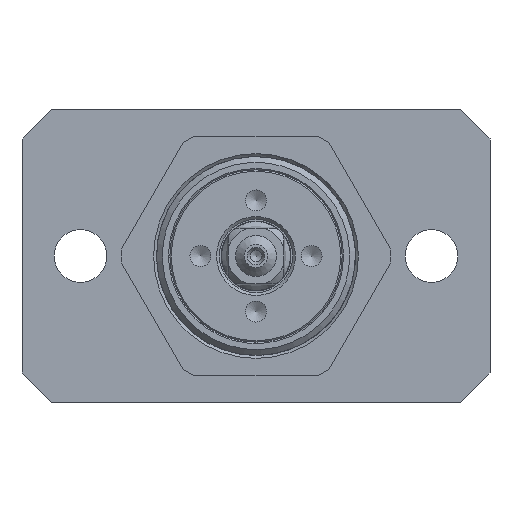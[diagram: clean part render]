
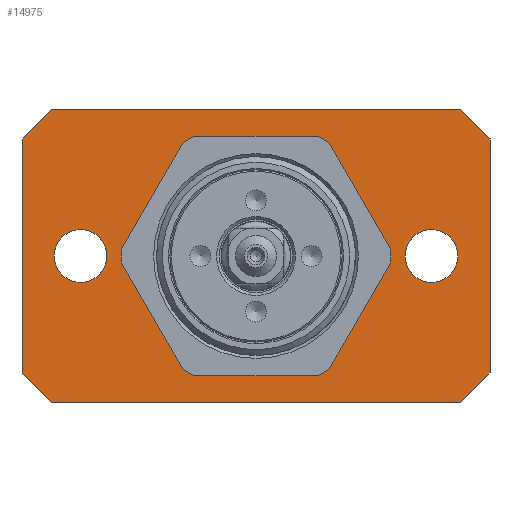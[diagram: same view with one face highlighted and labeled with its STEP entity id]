
A CAD part, front view. The second image highlights one B-rep face of the part: STEP entity #14975.
In plain terms, the highlighted planar face has unit normal (0, -1, 0).
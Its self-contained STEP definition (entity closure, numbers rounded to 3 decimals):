
#836=FACE_BOUND('',#2135,.T.);
#837=FACE_BOUND('',#2136,.T.);
#838=FACE_BOUND('',#2137,.T.);
#1105=FACE_OUTER_BOUND('',#2134,.T.);
#2134=EDGE_LOOP('',(#9991,#9992,#9993,#9994,#9995,#9996,#9997,#9998));
#2135=EDGE_LOOP('',(#9999,#10000,#10001,#10002,#10003,#10004,#10005,#10006,
#10007,#10008,#10009,#10010));
#2136=EDGE_LOOP('',(#10011));
#2137=EDGE_LOOP('',(#10012));
#3486=CIRCLE('',#16228,23.);
#3487=CIRCLE('',#16231,23.);
#3488=CIRCLE('',#16234,23.);
#3489=CIRCLE('',#16237,23.);
#3490=CIRCLE('',#16240,23.);
#3491=CIRCLE('',#16243,23.);
#3513=CIRCLE('',#16285,4.5);
#3514=CIRCLE('',#16286,4.5);
#4304=LINE('',#24111,#5155);
#4307=LINE('',#24119,#5158);
#4310=LINE('',#24127,#5161);
#4313=LINE('',#24135,#5164);
#4316=LINE('',#24143,#5167);
#4319=LINE('',#24150,#5170);
#4320=LINE('',#24445,#5171);
#4321=LINE('',#24447,#5172);
#4322=LINE('',#24449,#5173);
#4323=LINE('',#24451,#5174);
#4324=LINE('',#24453,#5175);
#4325=LINE('',#24455,#5176);
#4326=LINE('',#24457,#5177);
#4327=LINE('',#24458,#5178);
#5155=VECTOR('',#18753,10.);
#5158=VECTOR('',#18762,10.);
#5161=VECTOR('',#18771,10.);
#5164=VECTOR('',#18780,10.);
#5167=VECTOR('',#18789,10.);
#5170=VECTOR('',#18798,10.);
#5171=VECTOR('',#18879,10.);
#5172=VECTOR('',#18880,10.);
#5173=VECTOR('',#18881,10.);
#5174=VECTOR('',#18882,10.);
#5175=VECTOR('',#18883,10.);
#5176=VECTOR('',#18884,10.);
#5177=VECTOR('',#18885,10.);
#5178=VECTOR('',#18886,10.);
#6320=VERTEX_POINT('',#24104);
#6321=VERTEX_POINT('',#24105);
#6322=VERTEX_POINT('',#24110);
#6323=VERTEX_POINT('',#24114);
#6324=VERTEX_POINT('',#24118);
#6325=VERTEX_POINT('',#24122);
#6326=VERTEX_POINT('',#24126);
#6327=VERTEX_POINT('',#24130);
#6328=VERTEX_POINT('',#24134);
#6329=VERTEX_POINT('',#24138);
#6330=VERTEX_POINT('',#24142);
#6331=VERTEX_POINT('',#24146);
#6362=VERTEX_POINT('',#24443);
#6363=VERTEX_POINT('',#24444);
#6364=VERTEX_POINT('',#24446);
#6365=VERTEX_POINT('',#24448);
#6366=VERTEX_POINT('',#24450);
#6367=VERTEX_POINT('',#24452);
#6368=VERTEX_POINT('',#24454);
#6369=VERTEX_POINT('',#24456);
#6370=VERTEX_POINT('',#24459);
#6371=VERTEX_POINT('',#24461);
#7753=EDGE_CURVE('',#6320,#6321,#3486,.T.);
#7756=EDGE_CURVE('',#6322,#6320,#4304,.T.);
#7758=EDGE_CURVE('',#6323,#6322,#3487,.T.);
#7760=EDGE_CURVE('',#6324,#6323,#4307,.T.);
#7762=EDGE_CURVE('',#6325,#6324,#3488,.T.);
#7764=EDGE_CURVE('',#6326,#6325,#4310,.T.);
#7766=EDGE_CURVE('',#6327,#6326,#3489,.T.);
#7768=EDGE_CURVE('',#6328,#6327,#4313,.T.);
#7770=EDGE_CURVE('',#6329,#6328,#3490,.T.);
#7772=EDGE_CURVE('',#6330,#6329,#4316,.T.);
#7774=EDGE_CURVE('',#6331,#6330,#3491,.T.);
#7776=EDGE_CURVE('',#6321,#6331,#4319,.T.);
#7812=EDGE_CURVE('',#6362,#6363,#4320,.T.);
#7813=EDGE_CURVE('',#6364,#6362,#4321,.T.);
#7814=EDGE_CURVE('',#6365,#6364,#4322,.T.);
#7815=EDGE_CURVE('',#6366,#6365,#4323,.T.);
#7816=EDGE_CURVE('',#6367,#6366,#4324,.T.);
#7817=EDGE_CURVE('',#6368,#6367,#4325,.T.);
#7818=EDGE_CURVE('',#6369,#6368,#4326,.T.);
#7819=EDGE_CURVE('',#6363,#6369,#4327,.T.);
#7820=EDGE_CURVE('',#6370,#6370,#3513,.T.);
#7821=EDGE_CURVE('',#6371,#6371,#3514,.T.);
#9991=ORIENTED_EDGE('',*,*,#7812,.F.);
#9992=ORIENTED_EDGE('',*,*,#7813,.F.);
#9993=ORIENTED_EDGE('',*,*,#7814,.F.);
#9994=ORIENTED_EDGE('',*,*,#7815,.F.);
#9995=ORIENTED_EDGE('',*,*,#7816,.F.);
#9996=ORIENTED_EDGE('',*,*,#7817,.F.);
#9997=ORIENTED_EDGE('',*,*,#7818,.F.);
#9998=ORIENTED_EDGE('',*,*,#7819,.F.);
#9999=ORIENTED_EDGE('',*,*,#7753,.T.);
#10000=ORIENTED_EDGE('',*,*,#7776,.T.);
#10001=ORIENTED_EDGE('',*,*,#7774,.T.);
#10002=ORIENTED_EDGE('',*,*,#7772,.T.);
#10003=ORIENTED_EDGE('',*,*,#7770,.T.);
#10004=ORIENTED_EDGE('',*,*,#7768,.T.);
#10005=ORIENTED_EDGE('',*,*,#7766,.T.);
#10006=ORIENTED_EDGE('',*,*,#7764,.T.);
#10007=ORIENTED_EDGE('',*,*,#7762,.T.);
#10008=ORIENTED_EDGE('',*,*,#7760,.T.);
#10009=ORIENTED_EDGE('',*,*,#7758,.T.);
#10010=ORIENTED_EDGE('',*,*,#7756,.T.);
#10011=ORIENTED_EDGE('',*,*,#7820,.T.);
#10012=ORIENTED_EDGE('',*,*,#7821,.T.);
#13471=PLANE('',#16284);
#14975=ADVANCED_FACE('',(#1105,#836,#837,#838),#13471,.F.);
#16228=AXIS2_PLACEMENT_3D('',#24106,#18747,#18748);
#16231=AXIS2_PLACEMENT_3D('',#24115,#18757,#18758);
#16234=AXIS2_PLACEMENT_3D('',#24123,#18766,#18767);
#16237=AXIS2_PLACEMENT_3D('',#24131,#18775,#18776);
#16240=AXIS2_PLACEMENT_3D('',#24139,#18784,#18785);
#16243=AXIS2_PLACEMENT_3D('',#24147,#18793,#18794);
#16284=AXIS2_PLACEMENT_3D('',#24442,#18877,#18878);
#16285=AXIS2_PLACEMENT_3D('',#24460,#18887,#18888);
#16286=AXIS2_PLACEMENT_3D('',#24462,#18889,#18890);
#18747=DIRECTION('center_axis',(0.,1.,0.));
#18748=DIRECTION('ref_axis',(0.545,0.,-0.838));
#18753=DIRECTION('',(0.5,0.,0.866));
#18757=DIRECTION('center_axis',(0.,1.,0.));
#18758=DIRECTION('ref_axis',(0.999,0.,0.053));
#18762=DIRECTION('',(-0.5,0.,0.866));
#18766=DIRECTION('center_axis',(0.,1.,0.));
#18767=DIRECTION('ref_axis',(0.453,0.,0.891));
#18771=DIRECTION('',(-1.,0.,0.));
#18775=DIRECTION('center_axis',(0.,1.,0.));
#18776=DIRECTION('ref_axis',(-0.545,0.,0.838));
#18780=DIRECTION('',(-0.5,0.,-0.866));
#18784=DIRECTION('center_axis',(0.,1.,0.));
#18785=DIRECTION('ref_axis',(-0.999,0.,-0.053));
#18789=DIRECTION('',(0.5,0.,-0.866));
#18793=DIRECTION('center_axis',(0.,1.,0.));
#18794=DIRECTION('ref_axis',(-0.453,0.,-0.891));
#18798=DIRECTION('',(1.,0.,0.));
#18877=DIRECTION('center_axis',(0.,1.,0.));
#18878=DIRECTION('ref_axis',(-1.,0.,0.));
#18879=DIRECTION('',(-0.707,0.,-0.707));
#18880=DIRECTION('',(0.,0.,-1.));
#18881=DIRECTION('',(0.707,0.,-0.707));
#18882=DIRECTION('',(1.,0.,0.));
#18883=DIRECTION('',(0.707,0.,0.707));
#18884=DIRECTION('',(0.,0.,1.));
#18885=DIRECTION('',(-0.707,0.,0.707));
#18886=DIRECTION('',(-1.,0.,0.));
#18887=DIRECTION('center_axis',(0.,1.,0.));
#18888=DIRECTION('ref_axis',(-1.,0.,0.));
#18889=DIRECTION('center_axis',(0.,1.,0.));
#18890=DIRECTION('ref_axis',(-1.,0.,0.));
#24104=CARTESIAN_POINT('',(-12.539,0.,19.281));
#24105=CARTESIAN_POINT('',(-10.428,0.,20.5));
#24106=CARTESIAN_POINT('Origin',(0.,0.,0.));
#24110=CARTESIAN_POINT('',(-22.968,0.,1.219));
#24111=CARTESIAN_POINT('',(-15.146,0.,14.766));
#24114=CARTESIAN_POINT('',(-22.968,0.,-1.219));
#24115=CARTESIAN_POINT('Origin',(0.,0.,0.));
#24118=CARTESIAN_POINT('',(-12.539,0.,-19.281));
#24119=CARTESIAN_POINT('',(-20.361,0.,-5.734));
#24122=CARTESIAN_POINT('',(-10.428,0.,-20.5));
#24123=CARTESIAN_POINT('Origin',(0.,0.,0.));
#24126=CARTESIAN_POINT('',(10.428,0.,-20.5));
#24127=CARTESIAN_POINT('',(-5.214,0.,-20.5));
#24130=CARTESIAN_POINT('',(12.539,0.,-19.281));
#24131=CARTESIAN_POINT('Origin',(0.,0.,0.));
#24134=CARTESIAN_POINT('',(22.968,0.,-1.219));
#24135=CARTESIAN_POINT('',(15.146,0.,-14.766));
#24138=CARTESIAN_POINT('',(22.968,0.,1.219));
#24139=CARTESIAN_POINT('Origin',(0.,0.,0.));
#24142=CARTESIAN_POINT('',(12.539,0.,19.281));
#24143=CARTESIAN_POINT('',(20.361,0.,5.734));
#24146=CARTESIAN_POINT('',(10.428,0.,20.5));
#24147=CARTESIAN_POINT('Origin',(0.,0.,0.));
#24150=CARTESIAN_POINT('',(5.214,0.,20.5));
#24442=CARTESIAN_POINT('Origin',(0.,0.,
0.));
#24443=CARTESIAN_POINT('',(40.,0.,-20.));
#24444=CARTESIAN_POINT('',(35.,0.,-25.));
#24445=CARTESIAN_POINT('',(33.75,0.,-26.25));
#24446=CARTESIAN_POINT('',(40.,0.,20.));
#24447=CARTESIAN_POINT('',(40.,0.,25.));
#24448=CARTESIAN_POINT('',(35.,0.,25.));
#24449=CARTESIAN_POINT('',(33.75,0.,26.25));
#24450=CARTESIAN_POINT('',(-35.,0.,25.));
#24451=CARTESIAN_POINT('',(-40.,0.,25.));
#24452=CARTESIAN_POINT('',(-40.,0.,20.));
#24453=CARTESIAN_POINT('',(-33.75,0.,26.25));
#24454=CARTESIAN_POINT('',(-40.,0.,-20.));
#24455=CARTESIAN_POINT('',(-40.,0.,-25.));
#24456=CARTESIAN_POINT('',(-35.,0.,-25.));
#24457=CARTESIAN_POINT('',(-33.75,0.,-26.25));
#24458=CARTESIAN_POINT('',(40.,0.,-25.));
#24459=CARTESIAN_POINT('',(34.5,0.,0.));
#24460=CARTESIAN_POINT('Origin',(30.,0.,0.));
#24461=CARTESIAN_POINT('',(-25.5,0.,0.));
#24462=CARTESIAN_POINT('Origin',(-30.,0.,0.));
